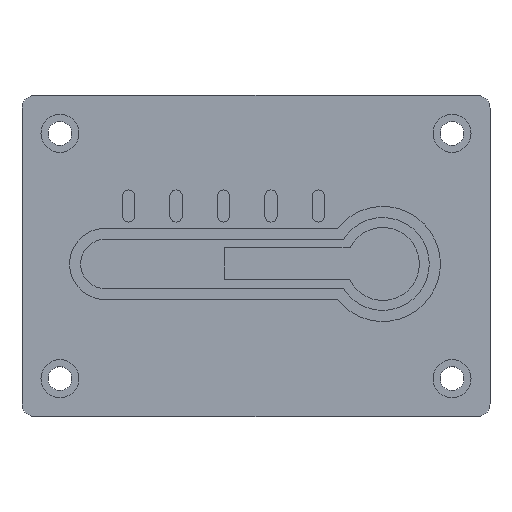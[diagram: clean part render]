
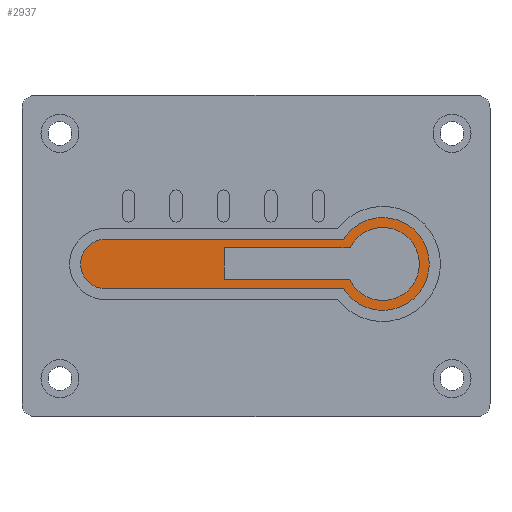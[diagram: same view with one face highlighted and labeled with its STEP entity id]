
A CAD part, top view. The second image highlights one B-rep face of the part: STEP entity #2937.
In plain terms, the highlighted planar face has unit normal (0, 0, 1).
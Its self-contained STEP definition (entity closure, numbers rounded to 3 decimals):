
#38=FACE_BOUND('',#567,.T.);
#105=CIRCLE('',#3087,5.776);
#115=CIRCLE('',#3113,7.343);
#117=CIRCLE('',#3117,3.894);
#377=FACE_OUTER_BOUND('',#566,.T.);
#566=EDGE_LOOP('',(#2501,#2502,#2503,#2504));
#567=EDGE_LOOP('',(#2505,#2506,#2507,#2508));
#689=LINE('',#4402,#981);
#692=LINE('',#4408,#984);
#695=LINE('',#4413,#987);
#713=LINE('',#4469,#1005);
#718=LINE('',#4483,#1010);
#981=VECTOR('',#3546,10.);
#984=VECTOR('',#3551,10.);
#987=VECTOR('',#3556,10.);
#1005=VECTOR('',#3614,10.);
#1010=VECTOR('',#3627,10.);
#1269=VERTEX_POINT('',#4392);
#1270=VERTEX_POINT('',#4393);
#1273=VERTEX_POINT('',#4401);
#1275=VERTEX_POINT('',#4407);
#1293=VERTEX_POINT('',#4467);
#1294=VERTEX_POINT('',#4468);
#1297=VERTEX_POINT('',#4476);
#1299=VERTEX_POINT('',#4482);
#1577=EDGE_CURVE('',#1269,#1270,#105,.T.);
#1581=EDGE_CURVE('',#1273,#1269,#689,.T.);
#1584=EDGE_CURVE('',#1275,#1273,#692,.T.);
#1587=EDGE_CURVE('',#1270,#1275,#695,.T.);
#1613=EDGE_CURVE('',#1293,#1294,#713,.T.);
#1617=EDGE_CURVE('',#1297,#1293,#115,.T.);
#1620=EDGE_CURVE('',#1299,#1297,#718,.T.);
#1623=EDGE_CURVE('',#1294,#1299,#117,.T.);
#2501=ORIENTED_EDGE('',*,*,#1613,.T.);
#2502=ORIENTED_EDGE('',*,*,#1623,.T.);
#2503=ORIENTED_EDGE('',*,*,#1620,.T.);
#2504=ORIENTED_EDGE('',*,*,#1617,.T.);
#2505=ORIENTED_EDGE('',*,*,#1577,.T.);
#2506=ORIENTED_EDGE('',*,*,#1587,.T.);
#2507=ORIENTED_EDGE('',*,*,#1584,.T.);
#2508=ORIENTED_EDGE('',*,*,#1581,.T.);
#2779=PLANE('',#3225);
#2937=ADVANCED_FACE('',(#377,#38),#2779,.T.);
#3087=AXIS2_PLACEMENT_3D('',#4394,#3538,#3539);
#3113=AXIS2_PLACEMENT_3D('',#4477,#3620,#3621);
#3117=AXIS2_PLACEMENT_3D('',#4488,#3632,#3633);
#3225=AXIS2_PLACEMENT_3D('',#4832,#3972,#3973);
#3538=DIRECTION('center_axis',(0.,0.,-1.));
#3539=DIRECTION('ref_axis',(-0.909,-0.417,0.));
#3546=DIRECTION('',(1.,0.,0.));
#3551=DIRECTION('',(0.,1.,0.));
#3556=DIRECTION('',(-1.,0.,0.));
#3614=DIRECTION('',(-1.,0.,0.));
#3620=DIRECTION('center_axis',(0.,0.,1.));
#3621=DIRECTION('ref_axis',(-0.848,-0.53,0.));
#3627=DIRECTION('',(1.,0.,0.));
#3632=DIRECTION('center_axis',(0.,0.,1.));
#3633=DIRECTION('ref_axis',(0.,1.,0.));
#3972=DIRECTION('center_axis',(0.,0.,1.));
#3973=DIRECTION('ref_axis',(1.,0.,0.));
#4392=CARTESIAN_POINT('',(49.87,24.702,22.));
#4393=CARTESIAN_POINT('',(49.795,19.727,22.));
#4394=CARTESIAN_POINT('Origin',(55.044,22.136,22.));
#4401=CARTESIAN_POINT('',(29.992,24.702,22.));
#4402=CARTESIAN_POINT('',(32.496,24.702,22.));
#4407=CARTESIAN_POINT('',(29.992,19.727,22.));
#4408=CARTESIAN_POINT('',(29.992,21.561,22.));
#4413=CARTESIAN_POINT('',(42.398,19.727,22.));
#4467=CARTESIAN_POINT('',(48.819,26.03,22.));
#4468=CARTESIAN_POINT('',(11.166,26.03,22.));
#4469=CARTESIAN_POINT('',(41.91,26.03,22.));
#4476=CARTESIAN_POINT('',(48.819,18.242,22.));
#4477=CARTESIAN_POINT('Origin',(55.044,22.136,22.));
#4482=CARTESIAN_POINT('',(11.166,18.242,22.));
#4483=CARTESIAN_POINT('',(23.083,18.242,22.));
#4488=CARTESIAN_POINT('Origin',(11.166,22.136,22.));
#4832=CARTESIAN_POINT('Origin',(35.,23.395,22.));
